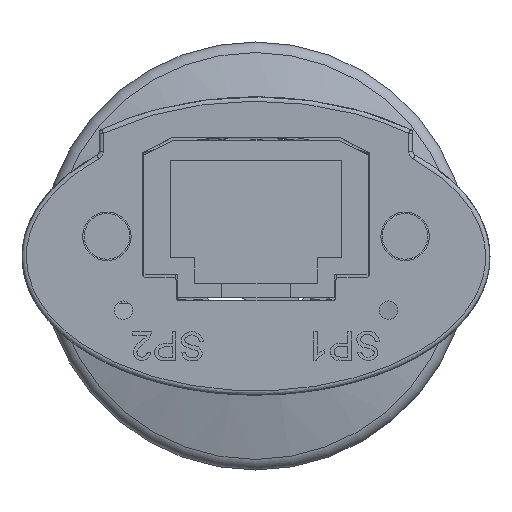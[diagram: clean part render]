
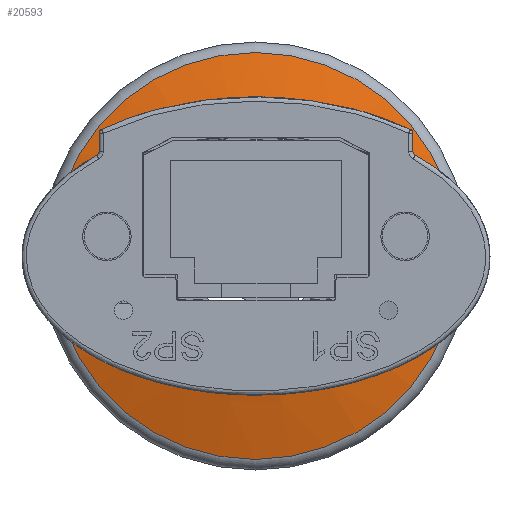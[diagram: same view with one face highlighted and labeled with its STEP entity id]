
A CAD part, left-side view. The second image highlights one B-rep face of the part: STEP entity #20593.
In plain terms, the highlighted conical face has half-angle 75 degrees and reference radius 10.675 mm.
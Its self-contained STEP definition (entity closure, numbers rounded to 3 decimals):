
#20551=CARTESIAN_POINT('',(27.581,14.309,0.05));
#20552=VERTEX_POINT('',#20551);
#20553=CARTESIAN_POINT('',(27.581,0.05,0.05));
#20554=DIRECTION('',(1.0,0.0,0.0));
#20555=DIRECTION('',(0.0,-1.0,0.0));
#20556=AXIS2_PLACEMENT_3D('',#20553,#20554,#20555);
#20557=CIRCLE('',#20556,14.259);
#20558=EDGE_CURVE('',#20552,#20552,#20557,.T.);
#20574=CARTESIAN_POINT('',(26.621,0.05,0.05));
#20575=DIRECTION('',(1.0,0.,0.));
#20576=DIRECTION('',(0.0,1.0,0.0));
#20577=AXIS2_PLACEMENT_3D('',#20574,#20575,#20576);
#20578=CONICAL_SURFACE('',#20577,10.675,75.);
#20579=CARTESIAN_POINT('',(25.462,6.4,0.05));
#20580=VERTEX_POINT('',#20579);
#20581=CARTESIAN_POINT('',(25.462,0.05,0.05));
#20582=DIRECTION('',(1.0,0.0,0.0));
#20583=DIRECTION('',(0.0,1.0,0.0));
#20584=AXIS2_PLACEMENT_3D('',#20581,#20582,#20583);
#20585=CIRCLE('',#20584,6.35);
#20586=EDGE_CURVE('',#20580,#20580,#20585,.T.);
#20587=ORIENTED_EDGE('',*,*,#20586,.T.);
#20588=EDGE_LOOP('',(#20587));
#20589=FACE_OUTER_BOUND('',#20588,.T.);
#20590=ORIENTED_EDGE('',*,*,#20558,.F.);
#20591=EDGE_LOOP('',(#20590));
#20592=FACE_BOUND('',#20591,.T.);
#20593=ADVANCED_FACE('',(#20589,#20592),#20578,.T.);
